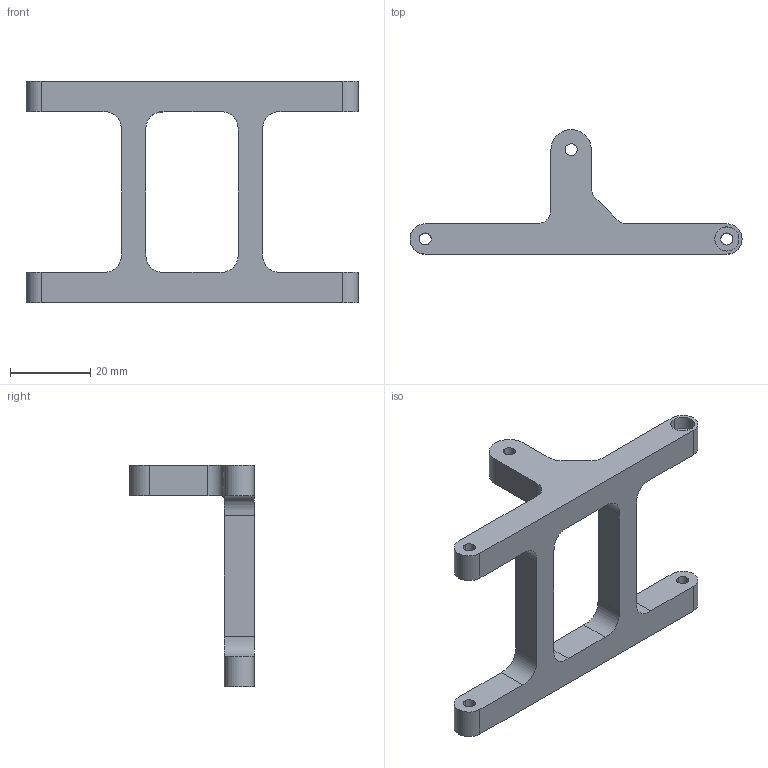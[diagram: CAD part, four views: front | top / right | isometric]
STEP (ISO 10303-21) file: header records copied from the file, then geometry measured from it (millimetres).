
FILE_DESCRIPTION(/* description */ ('STEP AP242 Edition 2','CAx-IF Rec.Pracs.---Representation and Presentation of Product Manufacturing Information (PMI)---4.0---2014-10-13','CAx-IF Rec.Pracs.---3D Tessellated Geometry---0.4---2014-09-14','2;1','CAx-IF Rec.Pracs.---User Defined Attributes---1.5---2016-08-15'),/* implementation_level */ '2;1');
FILE_NAME(/* name */ 'Assembly 1 - Rear Left Lower Control Arm',/* time_stamp */ '2026-02-07T17:40:24Z',/* author */ (''),/* organization */ (''),/* preprocessor_version */ 'ST-DEVELOPER v20',/* originating_system */ 'ONSHAPE BY PTC INC, 1.210',/* authorisation */ ' ');
FILE_SCHEMA (('AP242_MANAGED_MODEL_BASED_3D_ENGINEERING_MIM_LF { 1 0 10303 442 3 1 4 }'));
Length unit declared in the file: millimetre
Products named in the file (1): Rear Left Lower Control Arm
Bounding box: 82.5 x 30.94 x 55 mm (x, y, z)
Volume: 14453.6 mm3; surface area: 8095.1 mm2
Topology: 1 solids, 1 shells, 49 faces, 141 edges, 95 vertices
Faces by surface type: bspline 49
Entity records: 2028 total; most frequent: CARTESIAN_POINT 861, ORIENTED_EDGE 282, DIRECTION 160, EDGE_CURVE 141, VERTEX_POINT 95, LINE 78, VECTOR 78, EDGE_LOOP 62
